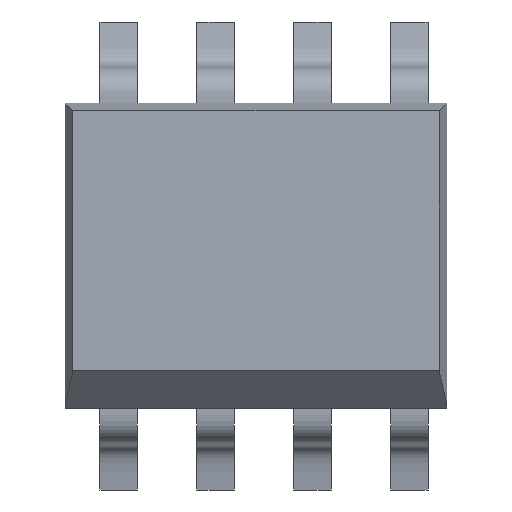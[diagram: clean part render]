
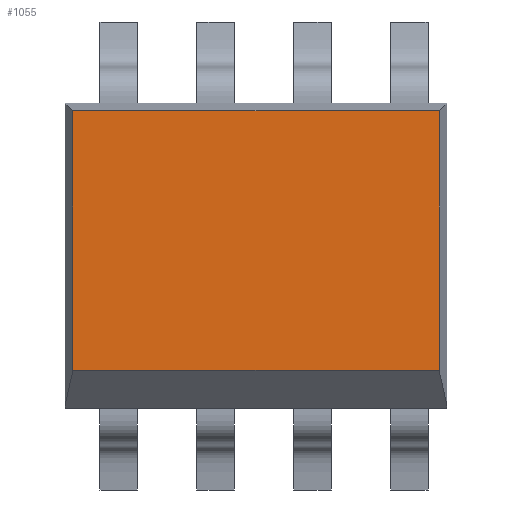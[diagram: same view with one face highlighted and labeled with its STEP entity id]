
A CAD part, top view. The second image highlights one B-rep face of the part: STEP entity #1055.
In plain terms, the highlighted planar face has unit normal (0, 0, 1).
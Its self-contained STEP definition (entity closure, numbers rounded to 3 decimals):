
#8 = VECTOR ( 'NONE', #955, 1000. ) ;
#27 = EDGE_CURVE ( 'NONE', #1448, #838, #1893, .T. ) ;
#128 = DIRECTION ( 'NONE',  ( 1., 0., 0. ) ) ;
#209 = EDGE_CURVE ( 'NONE', #2999, #1492, #400, .T. ) ;
#248 = VECTOR ( 'NONE', #1632, 1000. ) ;
#346 = CARTESIAN_POINT ( 'NONE',  ( 4.3, 1.2, 1.7 ) ) ;
#400 = LINE ( 'NONE', #1146, #8 ) ;
#528 = EDGE_CURVE ( 'NONE', #838, #2999, #890, .T. ) ;
#680 = DIRECTION ( 'NONE',  ( 0., 1., 0. ) ) ;
#735 = CARTESIAN_POINT ( 'NONE',  ( -0.6, 1.2, 1.7 ) ) ;
#838 = VERTEX_POINT ( 'NONE', #1804 ) ;
#890 = LINE ( 'NONE', #2356, #248 ) ;
#928 = CARTESIAN_POINT ( 'NONE',  ( 4.2, 4.7, 1.7 ) ) ;
#936 = ORIENTED_EDGE ( 'NONE', *, *, #209, .T. ) ;
#955 = DIRECTION ( 'NONE',  ( 0., -1., 0. ) ) ;
#979 = FACE_OUTER_BOUND ( 'NONE', #2454, .T. ) ;
#1055 = ADVANCED_FACE ( 'NONE', ( #979 ), #1219, .T. ) ;
#1073 = LINE ( 'NONE', #346, #2100 ) ;
#1146 = CARTESIAN_POINT ( 'NONE',  ( -0.6, 1.2, 1.7 ) ) ;
#1219 = PLANE ( 'NONE',  #1746 ) ;
#1448 = VERTEX_POINT ( 'NONE', #2888 ) ;
#1492 = VERTEX_POINT ( 'NONE', #735 ) ;
#1632 = DIRECTION ( 'NONE',  ( -1., 0., 0. ) ) ;
#1673 = ORIENTED_EDGE ( 'NONE', *, *, #528, .T. ) ;
#1746 = AXIS2_PLACEMENT_3D ( 'NONE', #2167, #2887, #1944 ) ;
#1804 = CARTESIAN_POINT ( 'NONE',  ( 4.2, 4.6, 1.7 ) ) ;
#1893 = LINE ( 'NONE', #928, #2909 ) ;
#1944 = DIRECTION ( 'NONE',  ( 1., 0., 0. ) ) ;
#2100 = VECTOR ( 'NONE', #128, 1000. ) ;
#2167 = CARTESIAN_POINT ( 'NONE',  ( 0., 0., 1.7 ) ) ;
#2184 = EDGE_CURVE ( 'NONE', #1492, #1448, #1073, .T. ) ;
#2350 = ORIENTED_EDGE ( 'NONE', *, *, #27, .T. ) ;
#2356 = CARTESIAN_POINT ( 'NONE',  ( -0.7, 4.6, 1.7 ) ) ;
#2454 = EDGE_LOOP ( 'NONE', ( #3053, #2350, #1673, #936 ) ) ;
#2636 = CARTESIAN_POINT ( 'NONE',  ( -0.6, 4.6, 1.7 ) ) ;
#2887 = DIRECTION ( 'NONE',  ( 0., 0., 1. ) ) ;
#2888 = CARTESIAN_POINT ( 'NONE',  ( 4.2, 1.2, 1.7 ) ) ;
#2909 = VECTOR ( 'NONE', #680, 1000. ) ;
#2999 = VERTEX_POINT ( 'NONE', #2636 ) ;
#3053 = ORIENTED_EDGE ( 'NONE', *, *, #2184, .T. ) ;
